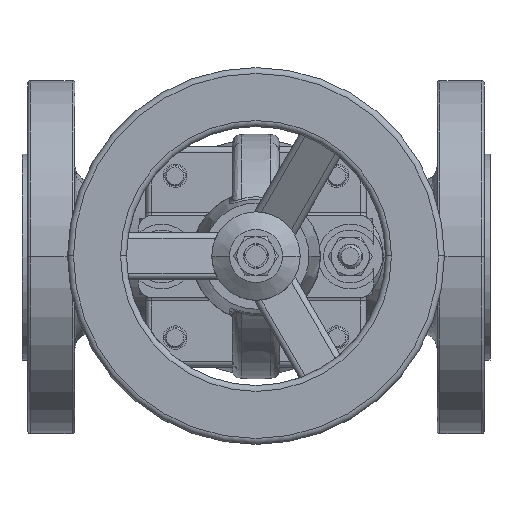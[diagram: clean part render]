
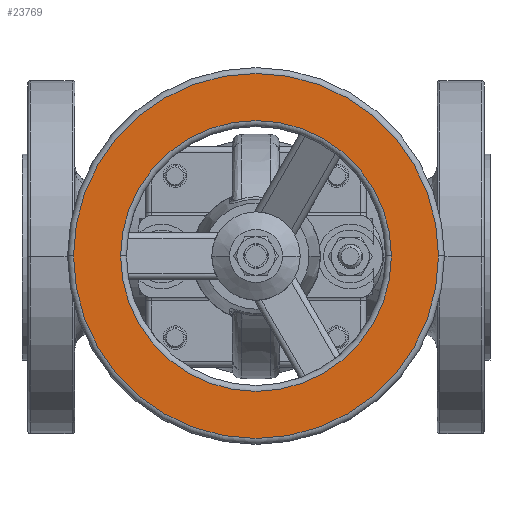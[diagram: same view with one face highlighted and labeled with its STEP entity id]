
A CAD part, top view. The second image highlights one B-rep face of the part: STEP entity #23769.
In plain terms, the highlighted face is planar.
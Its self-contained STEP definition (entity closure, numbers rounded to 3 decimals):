
#22037=CARTESIAN_POINT('',(0.,30.,0.));
#22038=DIRECTION('',(0.,1.,0.));
#22039=DIRECTION('',(-1.,0.,0.));
#22040=AXIS2_PLACEMENT_3D('',#22037,#22038,#22039);
#22042=CARTESIAN_POINT('',(0.,30.,0.));
#22043=DIRECTION('',(0.,1.,0.));
#22044=DIRECTION('',(1.,0.,0.));
#22045=AXIS2_PLACEMENT_3D('',#22042,#22043,#22044);
#22047=CARTESIAN_POINT('',(0.,30.,0.));
#22048=DIRECTION('',(0.,1.,0.));
#22049=DIRECTION('',(1.,0.,0.));
#22050=AXIS2_PLACEMENT_3D('',#22047,#22048,#22049);
#22052=CARTESIAN_POINT('',(0.,30.,0.));
#22053=DIRECTION('',(0.,1.,0.));
#22054=DIRECTION('',(-1.,0.,0.));
#22055=AXIS2_PLACEMENT_3D('',#22052,#22053,#22054);
#23037=CARTESIAN_POINT('',(-62.,30.,0.));
#23038=CARTESIAN_POINT('',(62.,30.,0.));
#23039=VERTEX_POINT('',#23037);
#23040=VERTEX_POINT('',#23038);
#23049=CARTESIAN_POINT('',(46.,30.,0.));
#23050=CARTESIAN_POINT('',(-46.,30.,0.));
#23051=VERTEX_POINT('',#23049);
#23052=VERTEX_POINT('',#23050);
#23754=CARTESIAN_POINT('',(0.,30.,0.));
#23755=DIRECTION('',(0.,-1.,0.));
#23756=DIRECTION('',(-1.,0.,0.));
#23757=AXIS2_PLACEMENT_3D('',#23754,#23755,#23756);
#23758=PLANE('',#23757);
#23760=ORIENTED_EDGE('',*,*,#23759,.F.);
#23762=ORIENTED_EDGE('',*,*,#23761,.F.);
#23763=EDGE_LOOP('',(#23760,#23762));
#23764=FACE_OUTER_BOUND('',#23763,.F.);
#23765=ORIENTED_EDGE('',*,*,#23748,.T.);
#23766=ORIENTED_EDGE('',*,*,#23734,.T.);
#23767=EDGE_LOOP('',(#23765,#23766));
#23768=FACE_BOUND('',#23767,.F.);
#23769=ADVANCED_FACE('',(#23764,#23768),#23758,.F.);
#22041=CIRCLE('',#22040,62.);
#22046=CIRCLE('',#22045,62.);
#22051=CIRCLE('',#22050,46.);
#22056=CIRCLE('',#22055,46.);
#23734=EDGE_CURVE('',#23052,#23051,#22056,.T.);
#23748=EDGE_CURVE('',#23051,#23052,#22051,.T.);
#23759=EDGE_CURVE('',#23039,#23040,#22041,.T.);
#23761=EDGE_CURVE('',#23040,#23039,#22046,.T.);
